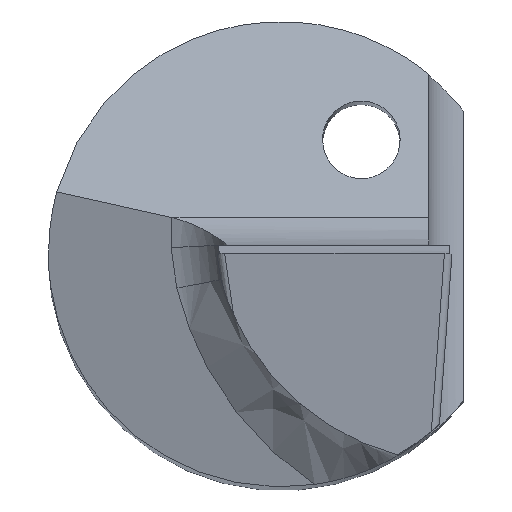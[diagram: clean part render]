
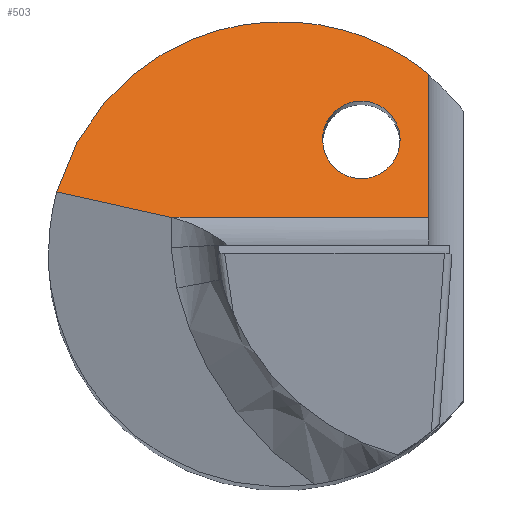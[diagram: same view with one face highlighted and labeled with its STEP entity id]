
A CAD part, top view. The second image highlights one B-rep face of the part: STEP entity #503.
In plain terms, the highlighted planar face has unit normal (0, 0.766, 0.643).
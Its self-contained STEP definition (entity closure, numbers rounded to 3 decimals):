
#2 = VERTEX_POINT ( 'NONE', #497 ) ;
#4 = DIRECTION ( 'NONE',  ( 0., 0.643, -0.766 ) ) ;
#26 = EDGE_CURVE ( 'NONE', #228, #926, #306, .T. ) ;
#40 = CARTESIAN_POINT ( 'NONE',  ( 1.9, 2.322, 25.808 ) ) ;
#80 = CARTESIAN_POINT ( 'NONE',  ( 0.532, 0.474, 28.01 ) ) ;
#85 = CARTESIAN_POINT ( 'NONE',  ( -3., 0.474, 28.01 ) ) ;
#86 = CARTESIAN_POINT ( 'NONE',  ( 1.532, 1.474, 26.818 ) ) ;
#101 = PLANE ( 'NONE',  #678 ) ;
#129 = CARTESIAN_POINT ( 'NONE',  ( 1.9, 5.445, 22.086 ) ) ;
#154 = EDGE_LOOP ( 'NONE', ( #314, #366, #378, #689 ) ) ;
#158 = EDGE_CURVE ( 'NONE', #2, #449, #757, .T. ) ;
#169 = CARTESIAN_POINT ( 'NONE',  ( -2.829, 0.79, 27.634 ) ) ;
#176 = CARTESIAN_POINT ( 'NONE',  ( 1.532, 0.474, 28.01 ) ) ;
#225 =( BOUNDED_CURVE ( )  B_SPLINE_CURVE ( 3, ( #636, #80, #176, #554 ),
 .UNSPECIFIED., .F., .T. ) 
 B_SPLINE_CURVE_WITH_KNOTS ( ( 4, 4 ),
 ( 1.571, 4.712 ),
 .UNSPECIFIED. ) 
 CURVE ( )  GEOMETRIC_REPRESENTATION_ITEM ( )  RATIONAL_B_SPLINE_CURVE ( ( 1., 0.333, 0.333, 1. ) ) 
 REPRESENTATION_ITEM ( '' )  );
#228 = VERTEX_POINT ( 'NONE', #838 ) ;
#235 = VERTEX_POINT ( 'NONE', #827 ) ;
#264 = CARTESIAN_POINT ( 'NONE',  ( -2.89, 0.804, 27.617 ) ) ;
#297 = EDGE_LOOP ( 'NONE', ( #492, #830 ) ) ;
#306 =( BOUNDED_CURVE ( )  B_SPLINE_CURVE ( 3, ( #86, #807, #336, #945 ),
 .UNSPECIFIED., .F., .F. ) 
 B_SPLINE_CURVE_WITH_KNOTS ( ( 4, 4 ),
 ( 4.712, 7.854 ),
 .UNSPECIFIED. ) 
 CURVE ( )  GEOMETRIC_REPRESENTATION_ITEM ( )  RATIONAL_B_SPLINE_CURVE ( ( 1., 0.333, 0.333, 1. ) ) 
 REPRESENTATION_ITEM ( '' )  );
#314 = ORIENTED_EDGE ( 'NONE', *, *, #609, .F. ) ;
#325 = FACE_BOUND ( 'NONE', #297, .T. ) ;
#336 = CARTESIAN_POINT ( 'NONE',  ( 0.532, 2.474, 25.626 ) ) ;
#366 = ORIENTED_EDGE ( 'NONE', *, *, #453, .T. ) ;
#367 =( BOUNDED_CURVE ( )  B_SPLINE_CURVE ( 3, ( #264, #891, #506, #40 ),
 .UNSPECIFIED., .F., .F. ) 
 B_SPLINE_CURVE_WITH_KNOTS ( ( 4, 4 ),
 ( 4.984, 6.969 ),
 .UNSPECIFIED. ) 
 CURVE ( )  GEOMETRIC_REPRESENTATION_ITEM ( )  RATIONAL_B_SPLINE_CURVE ( ( 1., 0.698, 0.698, 1. ) ) 
 REPRESENTATION_ITEM ( '' )  );
#378 = ORIENTED_EDGE ( 'NONE', *, *, #158, .T. ) ;
#402 = VECTOR ( 'NONE', #758, 1000. ) ;
#403 = CARTESIAN_POINT ( 'NONE',  ( 1.9, 0.474, 28.01 ) ) ;
#449 = VERTEX_POINT ( 'NONE', #403 ) ;
#453 = EDGE_CURVE ( 'NONE', #826, #2, #725, .T. ) ;
#492 = ORIENTED_EDGE ( 'NONE', *, *, #943, .F. ) ;
#497 = CARTESIAN_POINT ( 'NONE',  ( -1.42, 0.474, 28.01 ) ) ;
#503 = ADVANCED_FACE ( 'NONE', ( #325, #806 ), #101, .F. ) ;
#506 = CARTESIAN_POINT ( 'NONE',  ( 0.042, 3.842, 23.996 ) ) ;
#540 = LINE ( 'NONE', #129, #402 ) ;
#554 = CARTESIAN_POINT ( 'NONE',  ( 1.532, 1.474, 26.818 ) ) ;
#571 = DIRECTION ( 'NONE',  ( 0.944, -0.212, 0.252 ) ) ;
#602 = CARTESIAN_POINT ( 'NONE',  ( -3., 0.474, 28.01 ) ) ;
#607 = DIRECTION ( 'NONE',  ( 1., 0., 0. ) ) ;
#609 = EDGE_CURVE ( 'NONE', #826, #235, #367, .T. ) ;
#636 = CARTESIAN_POINT ( 'NONE',  ( 0.532, 1.474, 26.818 ) ) ;
#678 = AXIS2_PLACEMENT_3D ( 'NONE', #85, #712, #4 ) ;
#681 = VECTOR ( 'NONE', #607, 1000. ) ;
#689 = ORIENTED_EDGE ( 'NONE', *, *, #732, .F. ) ;
#712 = DIRECTION ( 'NONE',  ( 0., -0.766, -0.643 ) ) ;
#725 = LINE ( 'NONE', #169, #797 ) ;
#732 = EDGE_CURVE ( 'NONE', #235, #449, #540, .T. ) ;
#757 = LINE ( 'NONE', #602, #681 ) ;
#758 = DIRECTION ( 'NONE',  ( 0., -0.643, 0.766 ) ) ;
#797 = VECTOR ( 'NONE', #571, 1000. ) ;
#799 = CARTESIAN_POINT ( 'NONE',  ( -2.89, 0.804, 27.617 ) ) ;
#806 = FACE_OUTER_BOUND ( 'NONE', #154, .T. ) ;
#807 = CARTESIAN_POINT ( 'NONE',  ( 1.532, 2.474, 25.626 ) ) ;
#826 = VERTEX_POINT ( 'NONE', #799 ) ;
#827 = CARTESIAN_POINT ( 'NONE',  ( 1.9, 2.322, 25.808 ) ) ;
#830 = ORIENTED_EDGE ( 'NONE', *, *, #26, .F. ) ;
#838 = CARTESIAN_POINT ( 'NONE',  ( 1.532, 1.474, 26.818 ) ) ;
#869 = CARTESIAN_POINT ( 'NONE',  ( 0.532, 1.474, 26.818 ) ) ;
#891 = CARTESIAN_POINT ( 'NONE',  ( -2.247, 3.117, 24.861 ) ) ;
#926 = VERTEX_POINT ( 'NONE', #869 ) ;
#943 = EDGE_CURVE ( 'NONE', #926, #228, #225, .T. ) ;
#945 = CARTESIAN_POINT ( 'NONE',  ( 0.532, 1.474, 26.818 ) ) ;
